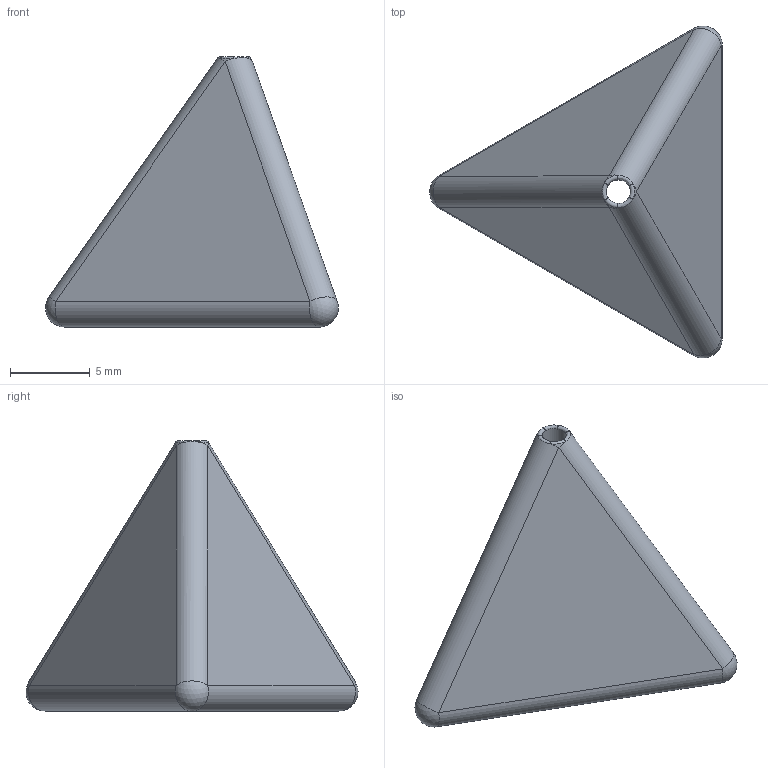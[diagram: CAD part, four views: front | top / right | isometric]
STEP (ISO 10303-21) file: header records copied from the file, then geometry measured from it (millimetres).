
FILE_DESCRIPTION(/* description */ (''),/* implementation_level */ '2;1');
FILE_NAME(/* name */ 'triangular counterweight v1.step',/* time_stamp */ '2024-08-02T13:34:38-04:00',/* author */ (''),/* organization */ (''),/* preprocessor_version */ 'ST-DEVELOPER v20',/* originating_system */ 'Autodesk Translation Framework v13.14.0.145',/* authorisation */ '');
FILE_SCHEMA (('AUTOMOTIVE_DESIGN { 1 0 10303 214 3 1 1 }'));
Length unit declared in the file: millimetre
Products named in the file (1): triangular counterweight
Bounding box: 18.3 x 20.76 x 16.9 mm (x, y, z)
Volume: 1560.6 mm3; surface area: 929.9 mm2
Topology: 1 solids, 1 shells, 24 faces, 50 edges, 27 vertices
Faces by surface type: cylinder 7, sphere 6, torus 4, plane 4, bspline 3
Full cylindrical faces by diameter (mm): 1.5 x1
Entity records: 775 total; most frequent: CARTESIAN_POINT 231, DIRECTION 117, ORIENTED_EDGE 100, AXIS2_PLACEMENT_3D 52, EDGE_CURVE 50, CIRCLE 30, VERTEX_POINT 27, EDGE_LOOP 25
